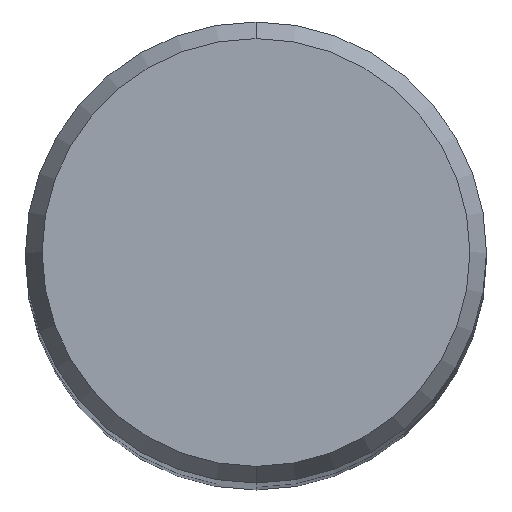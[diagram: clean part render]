
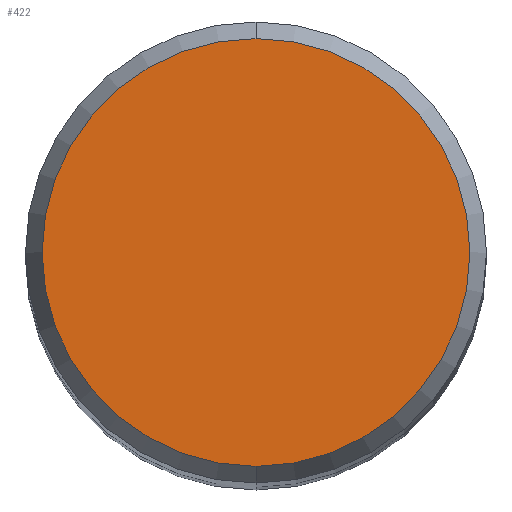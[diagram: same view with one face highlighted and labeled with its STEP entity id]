
A CAD part, top view. The second image highlights one B-rep face of the part: STEP entity #422.
In plain terms, the highlighted planar face has unit normal (0, 0, 1).
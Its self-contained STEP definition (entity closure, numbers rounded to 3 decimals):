
#278=VERTEX_POINT('',#619);
#302=EDGE_CURVE('',#278,#330,#646,.T.);
#320=EDGE_CURVE('',#330,#278,#665,.T.);
#330=VERTEX_POINT('',#676);
#422=ADVANCED_FACE('',(#780),#781,.T.);
#619=CARTESIAN_POINT('',(0.0,5.892,0.0));
#646=CIRCLE('',#1105,5.892);
#665=CIRCLE('',#1140,5.892);
#676=CARTESIAN_POINT('',(0.,-5.892,0.0));
#780=FACE_OUTER_BOUND('',#1411,.T.);
#781=PLANE('',#1412);
#1105=AXIS2_PLACEMENT_3D('',#1756,#1757,#1758);
#1140=AXIS2_PLACEMENT_3D('',#1772,#1773,#1774);
#1411=EDGE_LOOP('',(#1896,#1897));
#1412=AXIS2_PLACEMENT_3D('',#1898,#1899,#1900);
#1756=CARTESIAN_POINT('',(0.0,0.0,0.0));
#1757=DIRECTION('',(0.0,0.0,-1.0));
#1758=DIRECTION('',(0.0,1.0,0.0));
#1772=CARTESIAN_POINT('',(0.0,0.0,0.0));
#1773=DIRECTION('',(0.0,0.0,-1.0));
#1774=DIRECTION('',(0.0,1.0,0.0));
#1896=ORIENTED_EDGE('',*,*,#302,.F.);
#1897=ORIENTED_EDGE('',*,*,#320,.F.);
#1898=CARTESIAN_POINT('',(0.0,2.946,0.0));
#1899=DIRECTION('',(-0.0,0.0,1.0));
#1900=DIRECTION('',(0.0,-1.0,0.0));
